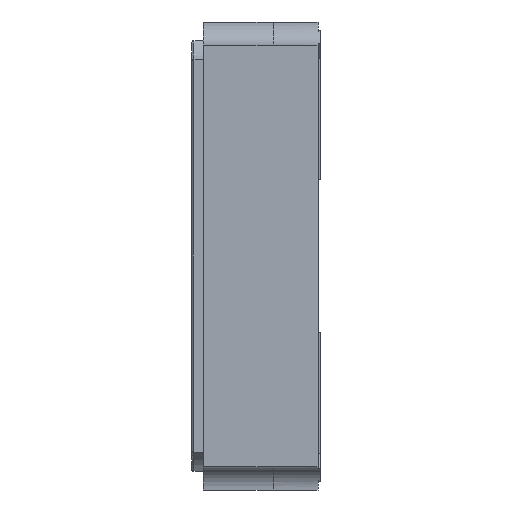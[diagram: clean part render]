
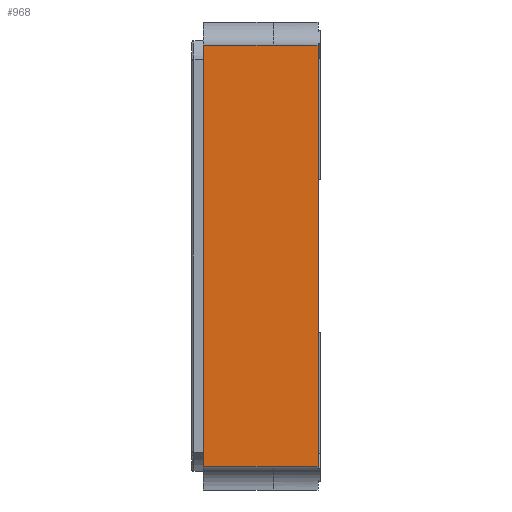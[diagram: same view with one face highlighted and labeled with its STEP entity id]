
A CAD part, left-side view. The second image highlights one B-rep face of the part: STEP entity #968.
In plain terms, the highlighted planar face has unit normal (-1, 0, 0).
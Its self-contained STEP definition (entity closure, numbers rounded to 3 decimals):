
#130 = CARTESIAN_POINT ( 'NONE',  ( -1.25, 0.5, -0.9 ) ) ;
#174 = VERTEX_POINT ( 'NONE', #1737 ) ;
#179 = VECTOR ( 'NONE', #2772, 1000. ) ;
#195 = EDGE_LOOP ( 'NONE', ( #1272, #871, #1505, #1473, #2448, #1296 ) ) ;
#297 = CARTESIAN_POINT ( 'NONE',  ( -1.25, 0.01, -0.9 ) ) ;
#300 = AXIS2_PLACEMENT_3D ( 'NONE', #416, #1461, #2352 ) ;
#416 = CARTESIAN_POINT ( 'NONE',  ( -1.25, 0.5, -0.9 ) ) ;
#501 = LINE ( 'NONE', #2087, #2730 ) ;
#521 = VERTEX_POINT ( 'NONE', #2351 ) ;
#544 = DIRECTION ( 'NONE',  ( 0., 0., 1. ) ) ;
#597 = LINE ( 'NONE', #130, #771 ) ;
#609 = PLANE ( 'NONE',  #300 ) ;
#646 = VECTOR ( 'NONE', #544, 1000. ) ;
#771 = VECTOR ( 'NONE', #1908, 1000. ) ;
#813 = CARTESIAN_POINT ( 'NONE',  ( -1.25, 0.201, -0.9 ) ) ;
#864 = EDGE_CURVE ( 'NONE', #521, #961, #1617, .T. ) ;
#871 = ORIENTED_EDGE ( 'NONE', *, *, #1575, .F. ) ;
#961 = VERTEX_POINT ( 'NONE', #1498 ) ;
#968 = ADVANCED_FACE ( 'NONE', ( #2146 ), #609, .F. ) ;
#1090 = VERTEX_POINT ( 'NONE', #297 ) ;
#1143 = DIRECTION ( 'NONE',  ( 0., -1., 0. ) ) ;
#1211 = EDGE_CURVE ( 'NONE', #2057, #1090, #2138, .T. ) ;
#1272 = ORIENTED_EDGE ( 'NONE', *, *, #2020, .T. ) ;
#1296 = ORIENTED_EDGE ( 'NONE', *, *, #1211, .T. ) ;
#1397 = EDGE_CURVE ( 'NONE', #961, #1849, #1801, .T. ) ;
#1401 = CARTESIAN_POINT ( 'NONE',  ( -1.25, 0.5, -0.9 ) ) ;
#1461 = DIRECTION ( 'NONE',  ( 1., 0., 0. ) ) ;
#1473 = ORIENTED_EDGE ( 'NONE', *, *, #864, .F. ) ;
#1498 = CARTESIAN_POINT ( 'NONE',  ( -1.25, 0.5, 0.9 ) ) ;
#1505 = ORIENTED_EDGE ( 'NONE', *, *, #1397, .F. ) ;
#1575 = EDGE_CURVE ( 'NONE', #1849, #174, #501, .T. ) ;
#1580 = VECTOR ( 'NONE', #1143, 1000. ) ;
#1604 = LINE ( 'NONE', #2523, #646 ) ;
#1610 = VECTOR ( 'NONE', #2490, 1000. ) ;
#1617 = LINE ( 'NONE', #1401, #1610 ) ;
#1737 = CARTESIAN_POINT ( 'NONE',  ( -1.25, 0.01, 0.9 ) ) ;
#1801 = LINE ( 'NONE', #2233, #1580 ) ;
#1849 = VERTEX_POINT ( 'NONE', #2828 ) ;
#1908 = DIRECTION ( 'NONE',  ( 0., -1., 0. ) ) ;
#2020 = EDGE_CURVE ( 'NONE', #1090, #174, #1604, .T. ) ;
#2046 = EDGE_CURVE ( 'NONE', #521, #2057, #597, .T. ) ;
#2057 = VERTEX_POINT ( 'NONE', #813 ) ;
#2087 = CARTESIAN_POINT ( 'NONE',  ( -1.25, 0.5, 0.9 ) ) ;
#2138 = LINE ( 'NONE', #2580, #179 ) ;
#2146 = FACE_OUTER_BOUND ( 'NONE', #195, .T. ) ;
#2233 = CARTESIAN_POINT ( 'NONE',  ( -1.25, 0.5, 0.9 ) ) ;
#2351 = CARTESIAN_POINT ( 'NONE',  ( -1.25, 0.5, -0.9 ) ) ;
#2352 = DIRECTION ( 'NONE',  ( 0., 1., 0. ) ) ;
#2448 = ORIENTED_EDGE ( 'NONE', *, *, #2046, .T. ) ;
#2490 = DIRECTION ( 'NONE',  ( 0., 0., 1. ) ) ;
#2523 = CARTESIAN_POINT ( 'NONE',  ( -1.25, 0.01, -0.9 ) ) ;
#2580 = CARTESIAN_POINT ( 'NONE',  ( -1.25, 0.5, -0.9 ) ) ;
#2730 = VECTOR ( 'NONE', #2734, 1000. ) ;
#2734 = DIRECTION ( 'NONE',  ( 0., -1., 0. ) ) ;
#2772 = DIRECTION ( 'NONE',  ( 0., -1., 0. ) ) ;
#2828 = CARTESIAN_POINT ( 'NONE',  ( -1.25, 0.201, 0.9 ) ) ;
